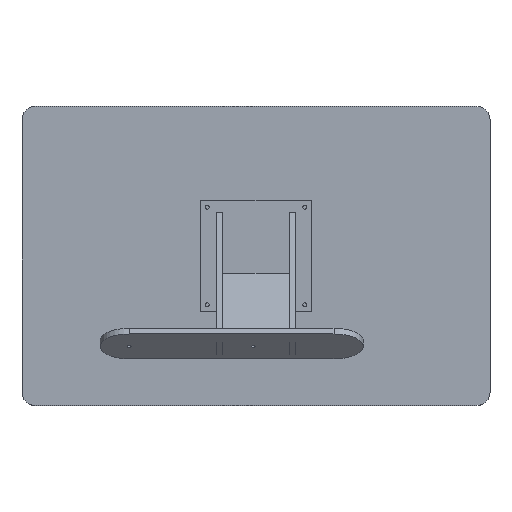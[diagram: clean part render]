
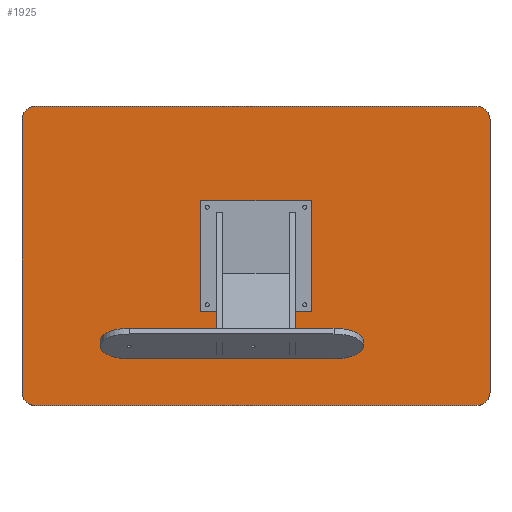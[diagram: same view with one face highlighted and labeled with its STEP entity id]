
A CAD part, top view. The second image highlights one B-rep face of the part: STEP entity #1925.
In plain terms, the highlighted planar face has unit normal (0, 0, 1).
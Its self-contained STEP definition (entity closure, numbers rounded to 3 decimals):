
#20=FACE_BOUND('',#234,.T.);
#21=FACE_BOUND('',#235,.T.);
#22=FACE_BOUND('',#236,.T.);
#23=FACE_BOUND('',#237,.T.);
#49=CIRCLE('',#2036,10.);
#53=CIRCLE('',#2043,10.);
#54=CIRCLE('',#2046,10.);
#55=CIRCLE('',#2049,10.);
#60=CIRCLE('',#2060,1.5);
#61=CIRCLE('',#2062,1.5);
#62=CIRCLE('',#2064,1.5);
#63=CIRCLE('',#2066,1.5);
#125=FACE_OUTER_BOUND('',#233,.T.);
#233=EDGE_LOOP('',(#1356,#1357,#1358,#1359,#1360,#1361,#1362,#1363));
#234=EDGE_LOOP('',(#1364));
#235=EDGE_LOOP('',(#1365));
#236=EDGE_LOOP('',(#1366));
#237=EDGE_LOOP('',(#1367));
#362=LINE('',#2726,#600);
#368=LINE('',#2746,#606);
#371=LINE('',#2754,#609);
#373=LINE('',#2760,#611);
#600=VECTOR('',#2204,10.);
#606=VECTOR('',#2224,10.);
#609=VECTOR('',#2233,10.);
#611=VECTOR('',#2241,10.);
#832=VERTEX_POINT('',#2716);
#833=VERTEX_POINT('',#2718);
#835=VERTEX_POINT('',#2724);
#841=VERTEX_POINT('',#2740);
#842=VERTEX_POINT('',#2744);
#843=VERTEX_POINT('',#2748);
#844=VERTEX_POINT('',#2752);
#845=VERTEX_POINT('',#2756);
#850=VERTEX_POINT('',#2774);
#851=VERTEX_POINT('',#2778);
#852=VERTEX_POINT('',#2782);
#853=VERTEX_POINT('',#2786);
#1016=EDGE_CURVE('',#832,#833,#49,.T.);
#1020=EDGE_CURVE('',#832,#835,#362,.T.);
#1028=EDGE_CURVE('',#841,#835,#53,.T.);
#1030=EDGE_CURVE('',#841,#842,#368,.T.);
#1032=EDGE_CURVE('',#843,#842,#54,.T.);
#1034=EDGE_CURVE('',#843,#844,#371,.T.);
#1036=EDGE_CURVE('',#845,#844,#55,.T.);
#1037=EDGE_CURVE('',#845,#833,#373,.T.);
#1043=EDGE_CURVE('',#850,#850,#60,.T.);
#1045=EDGE_CURVE('',#851,#851,#61,.T.);
#1047=EDGE_CURVE('',#852,#852,#62,.T.);
#1049=EDGE_CURVE('',#853,#853,#63,.T.);
#1356=ORIENTED_EDGE('',*,*,#1016,.F.);
#1357=ORIENTED_EDGE('',*,*,#1020,.T.);
#1358=ORIENTED_EDGE('',*,*,#1028,.F.);
#1359=ORIENTED_EDGE('',*,*,#1030,.T.);
#1360=ORIENTED_EDGE('',*,*,#1032,.F.);
#1361=ORIENTED_EDGE('',*,*,#1034,.T.);
#1362=ORIENTED_EDGE('',*,*,#1036,.F.);
#1363=ORIENTED_EDGE('',*,*,#1037,.T.);
#1364=ORIENTED_EDGE('',*,*,#1049,.T.);
#1365=ORIENTED_EDGE('',*,*,#1047,.T.);
#1366=ORIENTED_EDGE('',*,*,#1045,.T.);
#1367=ORIENTED_EDGE('',*,*,#1043,.T.);
#1826=PLANE('',#2067);
#1925=ADVANCED_FACE('',(#125,#20,#21,#22,#23),#1826,.T.);
#2036=AXIS2_PLACEMENT_3D('',#2719,#2197,#2198);
#2043=AXIS2_PLACEMENT_3D('',#2742,#2219,#2220);
#2046=AXIS2_PLACEMENT_3D('',#2750,#2228,#2229);
#2049=AXIS2_PLACEMENT_3D('',#2758,#2237,#2238);
#2060=AXIS2_PLACEMENT_3D('',#2776,#2261,#2262);
#2062=AXIS2_PLACEMENT_3D('',#2780,#2266,#2267);
#2064=AXIS2_PLACEMENT_3D('',#2784,#2271,#2272);
#2066=AXIS2_PLACEMENT_3D('',#2788,#2276,#2277);
#2067=AXIS2_PLACEMENT_3D('',#2789,#2278,#2279);
#2197=DIRECTION('center_axis',(0.,0.,-1.));
#2198=DIRECTION('ref_axis',(-0.707,0.707,0.));
#2204=DIRECTION('',(0.,-1.,0.));
#2219=DIRECTION('center_axis',(0.,0.,-1.));
#2220=DIRECTION('ref_axis',(-0.707,-0.707,0.));
#2224=DIRECTION('',(1.,0.,0.));
#2228=DIRECTION('center_axis',(0.,0.,-1.));
#2229=DIRECTION('ref_axis',(0.707,-0.707,0.));
#2233=DIRECTION('',(0.,1.,0.));
#2237=DIRECTION('center_axis',(0.,0.,-1.));
#2238=DIRECTION('ref_axis',(0.707,0.707,0.));
#2241=DIRECTION('',(-1.,0.,0.));
#2261=DIRECTION('center_axis',(0.,0.,-1.));
#2262=DIRECTION('ref_axis',(1.,0.,0.));
#2266=DIRECTION('center_axis',(0.,0.,-1.));
#2267=DIRECTION('ref_axis',(1.,0.,0.));
#2271=DIRECTION('center_axis',(0.,0.,-1.));
#2272=DIRECTION('ref_axis',(1.,0.,0.));
#2276=DIRECTION('center_axis',(0.,0.,-1.));
#2277=DIRECTION('ref_axis',(1.,0.,0.));
#2278=DIRECTION('center_axis',(0.,0.,1.));
#2279=DIRECTION('ref_axis',(1.,0.,0.));
#2716=CARTESIAN_POINT('',(0.,220.,0.));
#2718=CARTESIAN_POINT('',(10.,230.,0.));
#2719=CARTESIAN_POINT('Origin',(10.,220.,0.));
#2724=CARTESIAN_POINT('',(0.,10.,0.));
#2726=CARTESIAN_POINT('',(0.,230.,0.));
#2740=CARTESIAN_POINT('',(10.,0.,0.));
#2742=CARTESIAN_POINT('Origin',(10.,10.,0.));
#2744=CARTESIAN_POINT('',(350.,0.,0.));
#2746=CARTESIAN_POINT('',(0.,0.,0.));
#2748=CARTESIAN_POINT('',(360.,10.,0.));
#2750=CARTESIAN_POINT('Origin',(350.,10.,0.));
#2752=CARTESIAN_POINT('',(360.,220.,0.));
#2754=CARTESIAN_POINT('',(360.,0.,0.));
#2756=CARTESIAN_POINT('',(350.,230.,0.));
#2758=CARTESIAN_POINT('Origin',(350.,220.,0.));
#2760=CARTESIAN_POINT('',(360.,230.,0.));
#2774=CARTESIAN_POINT('',(141.,77.5,0.));
#2776=CARTESIAN_POINT('Origin',(142.5,77.5,0.));
#2778=CARTESIAN_POINT('',(216.,152.5,0.));
#2780=CARTESIAN_POINT('Origin',(217.5,152.5,0.));
#2782=CARTESIAN_POINT('',(141.,152.5,0.));
#2784=CARTESIAN_POINT('Origin',(142.5,152.5,0.));
#2786=CARTESIAN_POINT('',(216.,77.5,0.));
#2788=CARTESIAN_POINT('Origin',(217.5,77.5,0.));
#2789=CARTESIAN_POINT('Origin',(180.,115.,0.));
